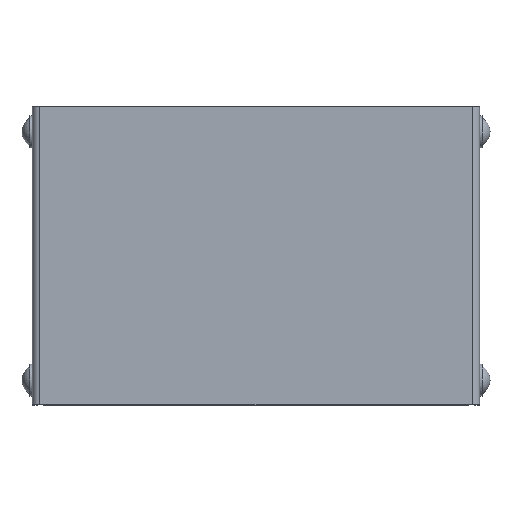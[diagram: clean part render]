
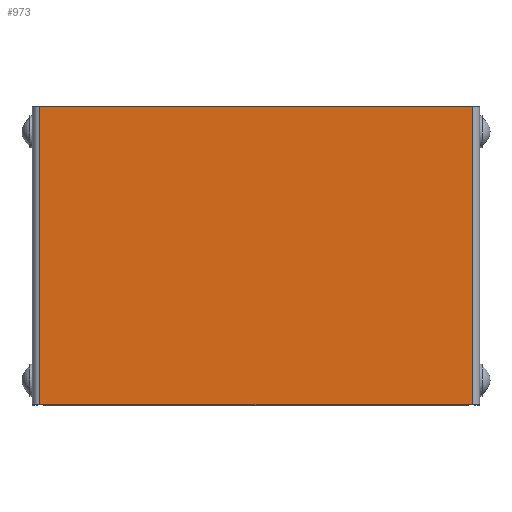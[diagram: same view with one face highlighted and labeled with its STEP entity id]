
A CAD part, top view. The second image highlights one B-rep face of the part: STEP entity #973.
In plain terms, the highlighted planar face has unit normal (0, 0, 1).
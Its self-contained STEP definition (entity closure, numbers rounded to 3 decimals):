
#93 = PLANE('',#94);
#94 = AXIS2_PLACEMENT_3D('',#95,#96,#97);
#95 = CARTESIAN_POINT('',(0.,-30.,16.407));
#96 = DIRECTION('',(0.,1.,-0.));
#97 = DIRECTION('',(-1.,0.,0.));
#121 = CYLINDRICAL_SURFACE('',#122,1.5);
#122 = AXIS2_PLACEMENT_3D('',#123,#124,#125);
#123 = CARTESIAN_POINT('',(-43.5,0.,18.5));
#124 = DIRECTION('',(0.,1.,-0.));
#125 = DIRECTION('',(-1.,0.,0.));
#149 = PLANE('',#150);
#150 = AXIS2_PLACEMENT_3D('',#151,#152,#153);
#151 = CARTESIAN_POINT('',(0.,30.,16.407));
#152 = DIRECTION('',(0.,1.,-0.));
#153 = DIRECTION('',(-1.,0.,0.));
#262 = VERTEX_POINT('',#263);
#263 = CARTESIAN_POINT('',(-43.5,-30.,20.));
#285 = EDGE_CURVE('',#262,#286,#288,.T.);
#286 = VERTEX_POINT('',#287);
#287 = CARTESIAN_POINT('',(43.5,-30.,20.));
#288 = SURFACE_CURVE('',#289,(#293,#300),.PCURVE_S1.);
#289 = LINE('',#290,#291);
#290 = CARTESIAN_POINT('',(-45.,-30.,20.));
#291 = VECTOR('',#292,1.);
#292 = DIRECTION('',(1.,0.,0.));
#293 = PCURVE('',#93,#294);
#294 = DEFINITIONAL_REPRESENTATION('',(#295),#299);
#295 = LINE('',#296,#297);
#296 = CARTESIAN_POINT('',(45.,3.593));
#297 = VECTOR('',#298,1.);
#298 = DIRECTION('',(-1.,0.));
#299 = ( GEOMETRIC_REPRESENTATION_CONTEXT(2) 
PARAMETRIC_REPRESENTATION_CONTEXT() REPRESENTATION_CONTEXT('2D SPACE',''
  ) );
#300 = PCURVE('',#301,#306);
#301 = PLANE('',#302);
#302 = AXIS2_PLACEMENT_3D('',#303,#304,#305);
#303 = CARTESIAN_POINT('',(-43.5,0.,20.));
#304 = DIRECTION('',(-0.,0.,1.));
#305 = DIRECTION('',(1.,0.,0.));
#306 = DEFINITIONAL_REPRESENTATION('',(#307),#311);
#307 = LINE('',#308,#309);
#308 = CARTESIAN_POINT('',(-1.5,-30.));
#309 = VECTOR('',#310,1.);
#310 = DIRECTION('',(1.,0.));
#311 = ( GEOMETRIC_REPRESENTATION_CONTEXT(2) 
PARAMETRIC_REPRESENTATION_CONTEXT() REPRESENTATION_CONTEXT('2D SPACE',''
  ) );
#330 = CYLINDRICAL_SURFACE('',#331,1.5);
#331 = AXIS2_PLACEMENT_3D('',#332,#333,#334);
#332 = CARTESIAN_POINT('',(43.5,0.,18.5));
#333 = DIRECTION('',(0.,1.,-0.));
#334 = DIRECTION('',(-1.,0.,0.));
#615 = EDGE_CURVE('',#262,#616,#618,.T.);
#616 = VERTEX_POINT('',#617);
#617 = CARTESIAN_POINT('',(-43.5,30.,20.));
#618 = SURFACE_CURVE('',#619,(#623,#630),.PCURVE_S1.);
#619 = LINE('',#620,#621);
#620 = CARTESIAN_POINT('',(-43.5,-30.,20.));
#621 = VECTOR('',#622,1.);
#622 = DIRECTION('',(0.,1.,0.));
#623 = PCURVE('',#121,#624);
#624 = DEFINITIONAL_REPRESENTATION('',(#625),#629);
#625 = LINE('',#626,#627);
#626 = CARTESIAN_POINT('',(1.571,-30.));
#627 = VECTOR('',#628,1.);
#628 = DIRECTION('',(-0.,1.));
#629 = ( GEOMETRIC_REPRESENTATION_CONTEXT(2) 
PARAMETRIC_REPRESENTATION_CONTEXT() REPRESENTATION_CONTEXT('2D SPACE',''
  ) );
#630 = PCURVE('',#301,#631);
#631 = DEFINITIONAL_REPRESENTATION('',(#632),#636);
#632 = LINE('',#633,#634);
#633 = CARTESIAN_POINT('',(0.,-30.));
#634 = VECTOR('',#635,1.);
#635 = DIRECTION('',(0.,1.));
#636 = ( GEOMETRIC_REPRESENTATION_CONTEXT(2) 
PARAMETRIC_REPRESENTATION_CONTEXT() REPRESENTATION_CONTEXT('2D SPACE',''
  ) );
#665 = EDGE_CURVE('',#616,#666,#668,.T.);
#666 = VERTEX_POINT('',#667);
#667 = CARTESIAN_POINT('',(43.5,30.,20.));
#668 = SURFACE_CURVE('',#669,(#673,#680),.PCURVE_S1.);
#669 = LINE('',#670,#671);
#670 = CARTESIAN_POINT('',(-45.,30.,20.));
#671 = VECTOR('',#672,1.);
#672 = DIRECTION('',(1.,0.,0.));
#673 = PCURVE('',#149,#674);
#674 = DEFINITIONAL_REPRESENTATION('',(#675),#679);
#675 = LINE('',#676,#677);
#676 = CARTESIAN_POINT('',(45.,3.593));
#677 = VECTOR('',#678,1.);
#678 = DIRECTION('',(-1.,0.));
#679 = ( GEOMETRIC_REPRESENTATION_CONTEXT(2) 
PARAMETRIC_REPRESENTATION_CONTEXT() REPRESENTATION_CONTEXT('2D SPACE',''
  ) );
#680 = PCURVE('',#301,#681);
#681 = DEFINITIONAL_REPRESENTATION('',(#682),#686);
#682 = LINE('',#683,#684);
#683 = CARTESIAN_POINT('',(-1.5,30.));
#684 = VECTOR('',#685,1.);
#685 = DIRECTION('',(1.,0.));
#686 = ( GEOMETRIC_REPRESENTATION_CONTEXT(2) 
PARAMETRIC_REPRESENTATION_CONTEXT() REPRESENTATION_CONTEXT('2D SPACE',''
  ) );
#973 = ADVANCED_FACE('',(#974),#301,.T.);
#974 = FACE_BOUND('',#975,.T.);
#975 = EDGE_LOOP('',(#976,#977,#978,#999));
#976 = ORIENTED_EDGE('',*,*,#615,.F.);
#977 = ORIENTED_EDGE('',*,*,#285,.T.);
#978 = ORIENTED_EDGE('',*,*,#979,.T.);
#979 = EDGE_CURVE('',#286,#666,#980,.T.);
#980 = SURFACE_CURVE('',#981,(#985,#992),.PCURVE_S1.);
#981 = LINE('',#982,#983);
#982 = CARTESIAN_POINT('',(43.5,-30.,20.));
#983 = VECTOR('',#984,1.);
#984 = DIRECTION('',(0.,1.,0.));
#985 = PCURVE('',#301,#986);
#986 = DEFINITIONAL_REPRESENTATION('',(#987),#991);
#987 = LINE('',#988,#989);
#988 = CARTESIAN_POINT('',(87.,-30.));
#989 = VECTOR('',#990,1.);
#990 = DIRECTION('',(0.,1.));
#991 = ( GEOMETRIC_REPRESENTATION_CONTEXT(2) 
PARAMETRIC_REPRESENTATION_CONTEXT() REPRESENTATION_CONTEXT('2D SPACE',''
  ) );
#992 = PCURVE('',#330,#993);
#993 = DEFINITIONAL_REPRESENTATION('',(#994),#998);
#994 = LINE('',#995,#996);
#995 = CARTESIAN_POINT('',(1.571,-30.));
#996 = VECTOR('',#997,1.);
#997 = DIRECTION('',(-0.,1.));
#998 = ( GEOMETRIC_REPRESENTATION_CONTEXT(2) 
PARAMETRIC_REPRESENTATION_CONTEXT() REPRESENTATION_CONTEXT('2D SPACE',''
  ) );
#999 = ORIENTED_EDGE('',*,*,#665,.F.);
